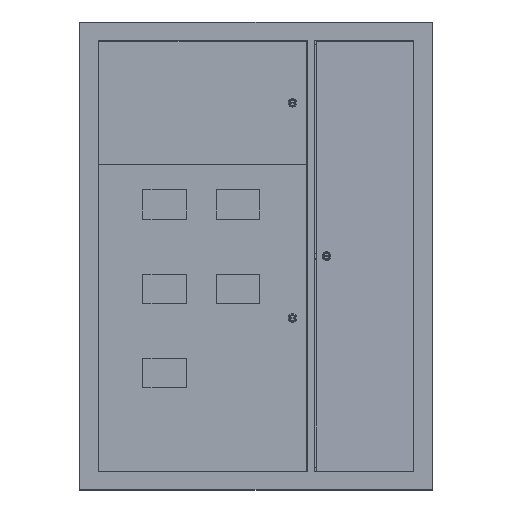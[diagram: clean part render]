
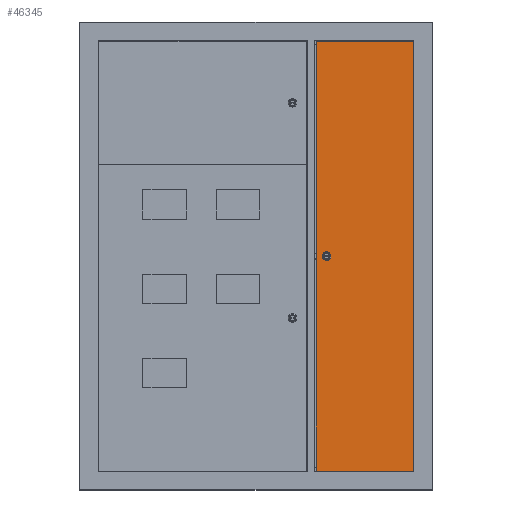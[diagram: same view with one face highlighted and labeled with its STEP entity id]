
A CAD part, top view. The second image highlights one B-rep face of the part: STEP entity #46345.
In plain terms, the highlighted planar face has unit normal (0.003, 0, 1).
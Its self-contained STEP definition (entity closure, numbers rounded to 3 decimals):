
#801 = EDGE_CURVE ( 'NONE', #103494, #40785, #117220, .T. ) ;
#880 = VERTEX_POINT ( 'NONE', #40633 ) ;
#1558 = CARTESIAN_POINT ( 'NONE',  ( -132.5, 585.5, 1. ) ) ;
#4117 = VERTEX_POINT ( 'NONE', #114491 ) ;
#19474 = VECTOR ( 'NONE', #88513, 1000. ) ;
#20149 = CARTESIAN_POINT ( 'NONE',  ( 132.5, 585.5, 1. ) ) ;
#21757 = DIRECTION ( 'NONE',  ( 0., 0., 1. ) ) ;
#21969 = PLANE ( 'NONE',  #110149 ) ;
#27189 = EDGE_CURVE ( 'NONE', #71048, #103494, #123437, .T. ) ;
#30388 = VECTOR ( 'NONE', #40340, 1000. ) ;
#31846 = DIRECTION ( 'NONE',  ( 1., 0., 0. ) ) ;
#32303 = CARTESIAN_POINT ( 'NONE',  ( -132.5, -585.5, 1. ) ) ;
#35579 = ORIENTED_EDGE ( 'NONE', *, *, #97882, .F. ) ;
#38369 = FACE_BOUND ( 'NONE', #44048, .T. ) ;
#40340 = DIRECTION ( 'NONE',  ( 0., -1., 0. ) ) ;
#40633 = CARTESIAN_POINT ( 'NONE',  ( 111., 0., 1. ) ) ;
#40785 = VERTEX_POINT ( 'NONE', #51652 ) ;
#41183 = CARTESIAN_POINT ( 'NONE',  ( 0., 0., 1. ) ) ;
#41260 = AXIS2_PLACEMENT_3D ( 'NONE', #112808, #54294, #122594 ) ;
#41507 = CARTESIAN_POINT ( 'NONE',  ( -132.5, 585.5, 1. ) ) ;
#44048 = EDGE_LOOP ( 'NONE', ( #35579, #87113 ) ) ;
#46345 = ADVANCED_FACE ( 'NONE', ( #38369, #90369 ), #21969, .T. ) ;
#49677 = CARTESIAN_POINT ( 'NONE',  ( -132.5, 585.5, 1. ) ) ;
#50851 = EDGE_LOOP ( 'NONE', ( #114712, #99572, #110630, #125771 ) ) ;
#51652 = CARTESIAN_POINT ( 'NONE',  ( 132.5, 585.5, 1. ) ) ;
#54294 = DIRECTION ( 'NONE',  ( 0., 0., 1. ) ) ;
#57202 = VERTEX_POINT ( 'NONE', #1558 ) ;
#61573 = CARTESIAN_POINT ( 'NONE',  ( -132.5, -585.5, 1. ) ) ;
#67286 = LINE ( 'NONE', #41507, #90278 ) ;
#70111 = CIRCLE ( 'NONE', #103049, 7.5 ) ;
#71048 = VERTEX_POINT ( 'NONE', #61573 ) ;
#71540 = VECTOR ( 'NONE', #80996, 1000. ) ;
#80277 = CARTESIAN_POINT ( 'NONE',  ( 103.5, 0., 1. ) ) ;
#80996 = DIRECTION ( 'NONE',  ( 1., 0., 0. ) ) ;
#82321 = LINE ( 'NONE', #49677, #30388 ) ;
#82852 = CIRCLE ( 'NONE', #41260, 7.5 ) ;
#83381 = CARTESIAN_POINT ( 'NONE',  ( 132.5, -585.5, 1. ) ) ;
#87113 = ORIENTED_EDGE ( 'NONE', *, *, #103915, .F. ) ;
#88513 = DIRECTION ( 'NONE',  ( 0., 1., 0. ) ) ;
#90129 = DIRECTION ( 'NONE',  ( 1., 0., 0. ) ) ;
#90264 = DIRECTION ( 'NONE',  ( -1., 0., 0. ) ) ;
#90278 = VECTOR ( 'NONE', #90264, 1000. ) ;
#90341 = DIRECTION ( 'NONE',  ( 0., 0., 1. ) ) ;
#90369 = FACE_OUTER_BOUND ( 'NONE', #50851, .T. ) ;
#93904 = EDGE_CURVE ( 'NONE', #57202, #71048, #82321, .T. ) ;
#97882 = EDGE_CURVE ( 'NONE', #880, #4117, #82852, .T. ) ;
#99572 = ORIENTED_EDGE ( 'NONE', *, *, #27189, .T. ) ;
#103049 = AXIS2_PLACEMENT_3D ( 'NONE', #80277, #21757, #90129 ) ;
#103494 = VERTEX_POINT ( 'NONE', #83381 ) ;
#103915 = EDGE_CURVE ( 'NONE', #4117, #880, #70111, .T. ) ;
#110149 = AXIS2_PLACEMENT_3D ( 'NONE', #41183, #90341, #31846 ) ;
#110630 = ORIENTED_EDGE ( 'NONE', *, *, #801, .T. ) ;
#112808 = CARTESIAN_POINT ( 'NONE',  ( 103.5, 0., 1. ) ) ;
#114491 = CARTESIAN_POINT ( 'NONE',  ( 96., 0., 1. ) ) ;
#114712 = ORIENTED_EDGE ( 'NONE', *, *, #93904, .T. ) ;
#117220 = LINE ( 'NONE', #20149, #19474 ) ;
#118179 = EDGE_CURVE ( 'NONE', #40785, #57202, #67286, .T. ) ;
#122594 = DIRECTION ( 'NONE',  ( 1., 0., 0. ) ) ;
#123437 = LINE ( 'NONE', #32303, #71540 ) ;
#125771 = ORIENTED_EDGE ( 'NONE', *, *, #118179, .T. ) ;
